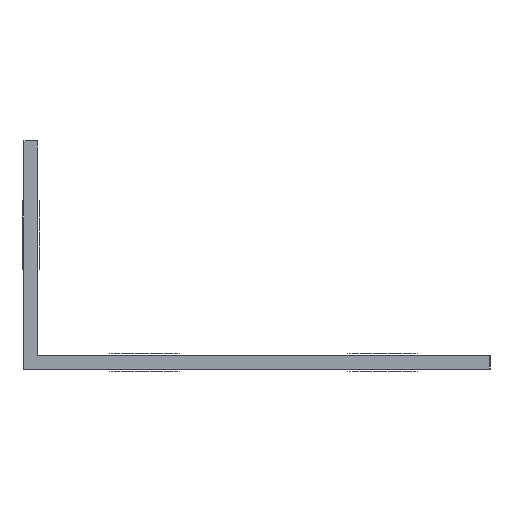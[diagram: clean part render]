
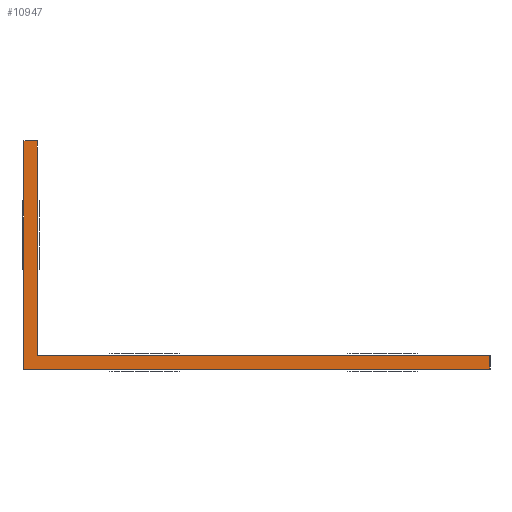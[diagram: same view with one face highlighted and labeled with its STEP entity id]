
A CAD part, left-side view. The second image highlights one B-rep face of the part: STEP entity #10947.
In plain terms, the highlighted planar face has unit normal (-1, 0, 0).
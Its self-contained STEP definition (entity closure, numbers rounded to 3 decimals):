
#2271=FACE_OUTER_BOUND('',#2729,.T.);
#2729=EDGE_LOOP('',(#8670,#8671,#8672,#8673,#8674,#8675));
#3185=LINE('',#16405,#4103);
#3191=LINE('',#16418,#4109);
#3194=LINE('',#16424,#4112);
#3196=LINE('',#16427,#4114);
#3197=LINE('',#16430,#4115);
#3198=LINE('',#16431,#4116);
#4103=VECTOR('',#12767,1.);
#4109=VECTOR('',#12777,1.);
#4112=VECTOR('',#12782,1.);
#4114=VECTOR('',#12786,1.);
#4115=VECTOR('',#12789,1.);
#4116=VECTOR('',#12790,1.);
#5019=VERTEX_POINT('',#16399);
#5021=VERTEX_POINT('',#16403);
#5026=VERTEX_POINT('',#16417);
#5027=VERTEX_POINT('',#16421);
#5028=VERTEX_POINT('',#16423);
#5029=VERTEX_POINT('',#16429);
#6833=EDGE_CURVE('',#5019,#5021,#3185,.T.);
#6839=EDGE_CURVE('',#5026,#5019,#3191,.T.);
#6842=EDGE_CURVE('',#5027,#5028,#3194,.T.);
#6844=EDGE_CURVE('',#5026,#5027,#3196,.T.);
#6845=EDGE_CURVE('',#5029,#5021,#3197,.T.);
#6846=EDGE_CURVE('',#5028,#5029,#3198,.T.);
#8670=ORIENTED_EDGE('',*,*,#6833,.T.);
#8671=ORIENTED_EDGE('',*,*,#6845,.F.);
#8672=ORIENTED_EDGE('',*,*,#6846,.F.);
#8673=ORIENTED_EDGE('',*,*,#6842,.F.);
#8674=ORIENTED_EDGE('',*,*,#6844,.F.);
#8675=ORIENTED_EDGE('',*,*,#6839,.T.);
#10489=PLANE('',#11407);
#10947=ADVANCED_FACE('',(#2271),#10489,.F.);
#11407=AXIS2_PLACEMENT_3D('',#16428,#12787,#12788);
#12767=DIRECTION('',(0.,1.,0.));
#12777=DIRECTION('',(0.,0.,1.));
#12782=DIRECTION('',(0.,0.,-1.));
#12786=DIRECTION('',(0.,-1.,0.));
#12787=DIRECTION('center_axis',(1.,0.,0.));
#12788=DIRECTION('ref_axis',(0.,0.,-1.));
#12789=DIRECTION('',(0.,0.,1.));
#12790=DIRECTION('',(0.,1.,0.));
#16399=CARTESIAN_POINT('',(38.359,114.187,23.011));
#16403=CARTESIAN_POINT('',(38.359,115.537,23.011));
#16405=CARTESIAN_POINT('',(38.359,109.075,23.011));
#16417=CARTESIAN_POINT('',(38.359,114.187,1.361));
#16418=CARTESIAN_POINT('',(38.359,114.187,0.011));
#16421=CARTESIAN_POINT('',(38.359,68.537,1.361));
#16423=CARTESIAN_POINT('',(38.359,68.537,0.011));
#16424=CARTESIAN_POINT('',(38.359,68.537,1.361));
#16427=CARTESIAN_POINT('',(38.359,115.537,1.361));
#16428=CARTESIAN_POINT('Origin',(38.359,103.287,0.686));
#16429=CARTESIAN_POINT('',(38.359,115.537,0.011));
#16430=CARTESIAN_POINT('',(38.359,115.537,0.011));
#16431=CARTESIAN_POINT('',(38.359,91.037,0.011));
